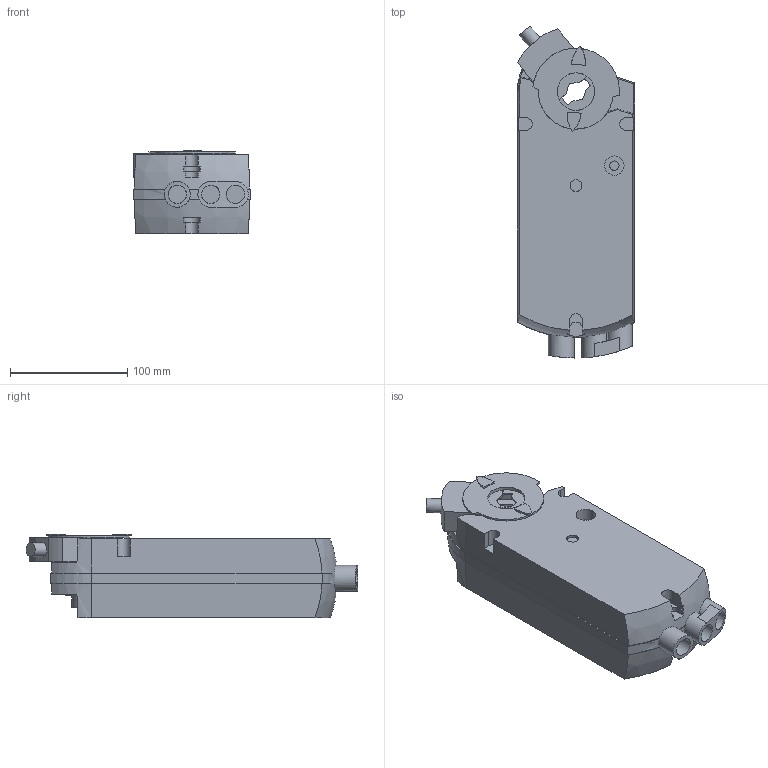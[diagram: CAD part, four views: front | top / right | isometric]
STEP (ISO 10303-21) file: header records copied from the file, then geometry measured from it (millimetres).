
FILE_DESCRIPTION(/* description */ (''),/* implementation_level */ '2;1');
FILE_NAME(/* name */ 'ASSY1',/* time_stamp */ '2008-01-10T10:52:44+01:00',/* author */ (''),/* organization */ (''),/* preprocessor_version */ 'ST-DEVELOPER v9',/* originating_system */ 'UGS - NX 3.0',/* authorisation */ '');
FILE_SCHEMA (('AUTOMOTIVE_DESIGN { 1 0 10303 214 1 1 1 1 }'));
Length unit declared in the file: millimetre
Products named in the file (1): Watt7664f8oa
Bounding box: 100 x 283.04 x 71.5 mm (x, y, z)
Volume: 1385490.2 mm3; surface area: 124013.3 mm2
Topology: 2 solids, 2 shells, 179 faces, 490 edges, 323 vertices
Faces by surface type: plane 122, cylinder 47, cone 8, sphere 2
Full cylindrical faces by diameter (mm): 8 x1, 10 x2, 12 x1, 15.7 x3, 16.5 x1, 22 x1, 26 x1, 32 x1, 34 x2, 43.55 x2
Entity records: 5777 total; most frequent: CARTESIAN_POINT 1226, DIRECTION 939, ORIENTED_EDGE 928, EDGE_CURVE 464, AXIS2_PLACEMENT_3D 323, VERTEX_POINT 315, LINE 293, VECTOR 293
